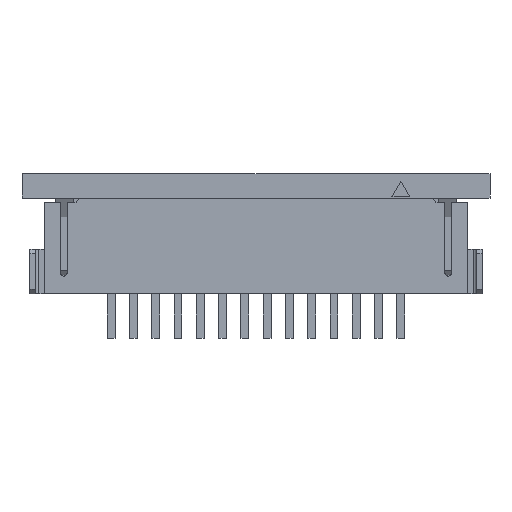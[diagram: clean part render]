
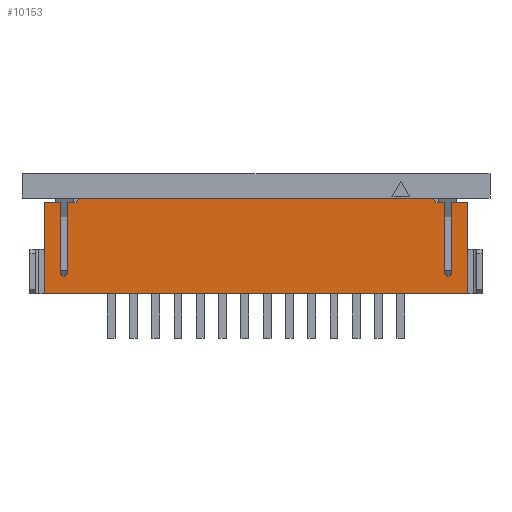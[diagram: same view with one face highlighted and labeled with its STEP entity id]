
A CAD part, front view. The second image highlights one B-rep face of the part: STEP entity #10153.
In plain terms, the highlighted planar face has unit normal (0, -1, 0).
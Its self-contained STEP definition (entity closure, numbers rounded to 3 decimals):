
#9=DIRECTION('',(0.,0.,-1.));
#10=VECTOR('',#9,4.1);
#11=CARTESIAN_POINT('',(-9.5,0.,4.1));
#12=LINE('',#11,#10);
#1678=DIRECTION('',(0.,0.,-1.));
#1679=VECTOR('',#1678,3.15);
#1680=CARTESIAN_POINT('',(-8.775,0.,4.1));
#1681=LINE('',#1680,#1679);
#1682=CARTESIAN_POINT('',(-8.625,0.,0.95));
#1683=DIRECTION('',(0.,-1.,0.));
#1684=DIRECTION('',(-1.,0.,0.));
#1685=AXIS2_PLACEMENT_3D('',#1682,#1683,#1684);
#1687=DIRECTION('',(0.,0.,1.));
#1688=VECTOR('',#1687,3.15);
#1689=CARTESIAN_POINT('',(-8.475,0.,0.95));
#1690=LINE('',#1689,#1688);
#1691=DIRECTION('',(1.,0.,0.));
#1692=VECTOR('',#1691,0.4);
#1693=CARTESIAN_POINT('',(-8.475,0.,4.1));
#1694=LINE('',#1693,#1692);
#1695=DIRECTION('',(0.6,0.,0.8));
#1696=VECTOR('',#1695,0.25);
#1697=CARTESIAN_POINT('',(-8.075,0.,4.1));
#1698=LINE('',#1697,#1696);
#1699=DIRECTION('',(1.,0.,0.));
#1700=VECTOR('',#1699,15.85);
#1701=CARTESIAN_POINT('',(-7.925,0.,4.3));
#1702=LINE('',#1701,#1700);
#1703=DIRECTION('',(0.6,0.,-0.8));
#1704=VECTOR('',#1703,0.25);
#1705=CARTESIAN_POINT('',(7.925,0.,4.3));
#1706=LINE('',#1705,#1704);
#1707=DIRECTION('',(-1.,0.,0.));
#1708=VECTOR('',#1707,0.4);
#1709=CARTESIAN_POINT('',(8.475,0.,4.1));
#1710=LINE('',#1709,#1708);
#1711=DIRECTION('',(0.,0.,-1.));
#1712=VECTOR('',#1711,3.15);
#1713=CARTESIAN_POINT('',(8.475,0.,4.1));
#1714=LINE('',#1713,#1712);
#1715=CARTESIAN_POINT('',(8.625,0.,0.95));
#1716=DIRECTION('',(0.,-1.,0.));
#1717=DIRECTION('',(-1.,0.,0.));
#1718=AXIS2_PLACEMENT_3D('',#1715,#1716,#1717);
#1720=DIRECTION('',(0.,0.,1.));
#1721=VECTOR('',#1720,3.15);
#1722=CARTESIAN_POINT('',(8.775,0.,0.95));
#1723=LINE('',#1722,#1721);
#1724=DIRECTION('',(-1.,0.,0.));
#1725=VECTOR('',#1724,0.725);
#1726=CARTESIAN_POINT('',(9.5,0.,4.1));
#1727=LINE('',#1726,#1725);
#1728=DIRECTION('',(1.,0.,0.));
#1729=VECTOR('',#1728,0.725);
#1730=CARTESIAN_POINT('',(-9.5,0.,4.1));
#1731=LINE('',#1730,#1729);
#2166=DIRECTION('',(1.,0.,0.));
#2167=VECTOR('',#2166,19.);
#2168=CARTESIAN_POINT('',(-9.5,0.,0.));
#2169=LINE('',#2168,#2167);
#5913=DIRECTION('',(0.,0.,-1.));
#5914=VECTOR('',#5913,4.1);
#5915=CARTESIAN_POINT('',(9.5,0.,4.1));
#5916=LINE('',#5915,#5914);
#6101=CARTESIAN_POINT('',(-9.5,0.,0.));
#6102=CARTESIAN_POINT('',(9.5,0.,0.));
#6103=VERTEX_POINT('',#6101);
#6104=VERTEX_POINT('',#6102);
#6109=CARTESIAN_POINT('',(-8.075,0.,4.1));
#6110=CARTESIAN_POINT('',(-7.925,0.,4.3));
#6111=VERTEX_POINT('',#6109);
#6112=VERTEX_POINT('',#6110);
#6113=CARTESIAN_POINT('',(-9.5,0.,4.1));
#6114=VERTEX_POINT('',#6113);
#6115=CARTESIAN_POINT('',(9.5,0.,4.1));
#6116=VERTEX_POINT('',#6115);
#6117=CARTESIAN_POINT('',(7.925,0.,4.3));
#6118=VERTEX_POINT('',#6117);
#6119=CARTESIAN_POINT('',(-8.775,0.,4.1));
#6120=CARTESIAN_POINT('',(-8.775,0.,0.95));
#6121=VERTEX_POINT('',#6119);
#6122=VERTEX_POINT('',#6120);
#6123=CARTESIAN_POINT('',(-8.475,0.,0.95));
#6124=VERTEX_POINT('',#6123);
#6125=CARTESIAN_POINT('',(-8.475,0.,4.1));
#6126=VERTEX_POINT('',#6125);
#6127=CARTESIAN_POINT('',(8.475,0.,4.1));
#6128=CARTESIAN_POINT('',(8.475,0.,0.95));
#6129=VERTEX_POINT('',#6127);
#6130=VERTEX_POINT('',#6128);
#6131=CARTESIAN_POINT('',(8.775,0.,0.95));
#6132=VERTEX_POINT('',#6131);
#6133=CARTESIAN_POINT('',(8.775,0.,4.1));
#6134=VERTEX_POINT('',#6133);
#6199=CARTESIAN_POINT('',(8.075,0.,4.1));
#6200=VERTEX_POINT('',#6199);
#10120=CARTESIAN_POINT('',(-9.5,0.,4.3));
#10121=DIRECTION('',(0.,-1.,0.));
#10122=DIRECTION('',(0.,0.,-1.));
#10123=AXIS2_PLACEMENT_3D('',#10120,#10121,#10122);
#10124=PLANE('',#10123);
#10126=ORIENTED_EDGE('',*,*,#10125,.T.);
#10128=ORIENTED_EDGE('',*,*,#10127,.T.);
#10130=ORIENTED_EDGE('',*,*,#10129,.T.);
#10132=ORIENTED_EDGE('',*,*,#10131,.T.);
#10134=ORIENTED_EDGE('',*,*,#10133,.T.);
#10135=ORIENTED_EDGE('',*,*,#9460,.T.);
#10137=ORIENTED_EDGE('',*,*,#10136,.T.);
#10138=ORIENTED_EDGE('',*,*,#9788,.F.);
#10139=ORIENTED_EDGE('',*,*,#9690,.T.);
#10141=ORIENTED_EDGE('',*,*,#10140,.T.);
#10142=ORIENTED_EDGE('',*,*,#10090,.T.);
#10143=ORIENTED_EDGE('',*,*,#9771,.F.);
#10145=ORIENTED_EDGE('',*,*,#10144,.T.);
#10147=ORIENTED_EDGE('',*,*,#10146,.F.);
#10148=ORIENTED_EDGE('',*,*,#8074,.F.);
#10150=ORIENTED_EDGE('',*,*,#10149,.T.);
#10151=EDGE_LOOP('',(#10126,#10128,#10130,#10132,#10134,#10135,#10137,#10138,
#10139,#10141,#10142,#10143,#10145,#10147,#10148,#10150));
#10152=FACE_OUTER_BOUND('',#10151,.F.);
#10153=ADVANCED_FACE('',(#10152),#10124,.T.);
#1686=CIRCLE('',#1685,0.15);
#1719=CIRCLE('',#1718,0.15);
#8074=EDGE_CURVE('',#6114,#6103,#12,.T.);
#9460=EDGE_CURVE('',#6112,#6118,#1702,.T.);
#9690=EDGE_CURVE('',#6129,#6130,#1714,.T.);
#9771=EDGE_CURVE('',#6116,#6134,#1727,.T.);
#9788=EDGE_CURVE('',#6129,#6200,#1710,.T.);
#10090=EDGE_CURVE('',#6132,#6134,#1723,.T.);
#10125=EDGE_CURVE('',#6121,#6122,#1681,.T.);
#10127=EDGE_CURVE('',#6122,#6124,#1686,.T.);
#10129=EDGE_CURVE('',#6124,#6126,#1690,.T.);
#10131=EDGE_CURVE('',#6126,#6111,#1694,.T.);
#10133=EDGE_CURVE('',#6111,#6112,#1698,.T.);
#10136=EDGE_CURVE('',#6118,#6200,#1706,.T.);
#10140=EDGE_CURVE('',#6130,#6132,#1719,.T.);
#10144=EDGE_CURVE('',#6116,#6104,#5916,.T.);
#10146=EDGE_CURVE('',#6103,#6104,#2169,.T.);
#10149=EDGE_CURVE('',#6114,#6121,#1731,.T.);
